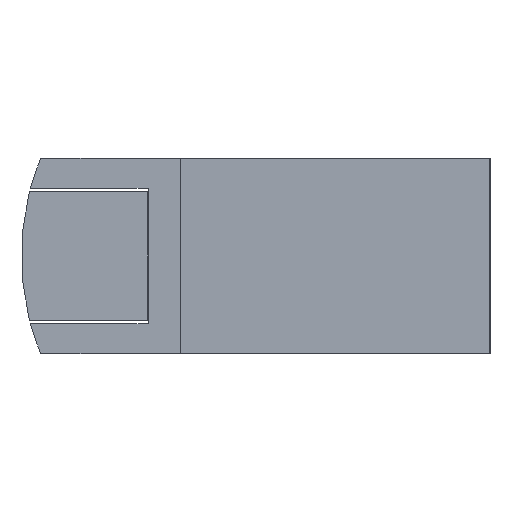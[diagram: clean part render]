
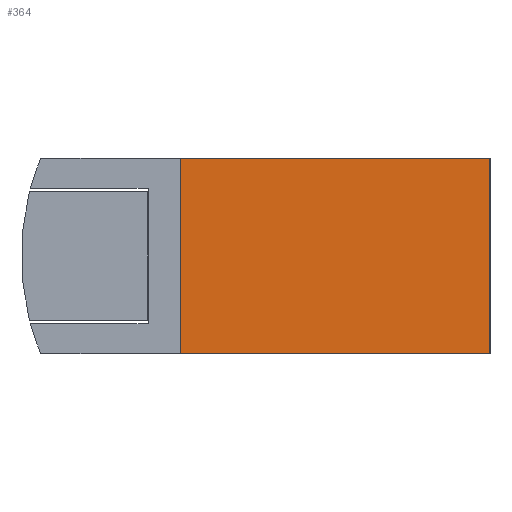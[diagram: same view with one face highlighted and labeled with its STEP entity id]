
A CAD part, left-side view. The second image highlights one B-rep face of the part: STEP entity #364.
In plain terms, the highlighted planar face has unit normal (-1, 0, 0).
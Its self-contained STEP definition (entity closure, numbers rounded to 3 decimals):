
#20 = EDGE_CURVE ( 'NONE', #569, #55, #153, .T. ) ;
#22 = DIRECTION ( 'NONE',  ( 0., 0., -1. ) ) ;
#55 = VERTEX_POINT ( 'NONE', #235 ) ;
#102 = LINE ( 'NONE', #437, #720 ) ;
#141 = VERTEX_POINT ( 'NONE', #1037 ) ;
#152 = DIRECTION ( 'NONE',  ( 0., 0., -1. ) ) ;
#153 = LINE ( 'NONE', #165, #370 ) ;
#165 = CARTESIAN_POINT ( 'NONE',  ( -70., -19., -6. ) ) ;
#176 = LINE ( 'NONE', #420, #707 ) ;
#235 = CARTESIAN_POINT ( 'NONE',  ( -70., 0., -6. ) ) ;
#244 = EDGE_CURVE ( 'NONE', #141, #569, #102, .T. ) ;
#252 = DIRECTION ( 'NONE',  ( 0., 0., -1. ) ) ;
#334 = ORIENTED_EDGE ( 'NONE', *, *, #20, .F. ) ;
#352 = DIRECTION ( 'NONE',  ( 0., 1., 0. ) ) ;
#364 = ADVANCED_FACE ( 'NONE', ( #502 ), #507, .F. ) ;
#370 = VECTOR ( 'NONE', #827, 1000. ) ;
#396 = CARTESIAN_POINT ( 'NONE',  ( -70., 0., 6. ) ) ;
#415 = EDGE_LOOP ( 'NONE', ( #731, #334, #736, #496 ) ) ;
#420 = CARTESIAN_POINT ( 'NONE',  ( -70., -19., 6. ) ) ;
#437 = CARTESIAN_POINT ( 'NONE',  ( -70., -19., 6. ) ) ;
#458 = CARTESIAN_POINT ( 'NONE',  ( -70., -19., -6. ) ) ;
#496 = ORIENTED_EDGE ( 'NONE', *, *, #913, .T. ) ;
#502 = FACE_OUTER_BOUND ( 'NONE', #415, .T. ) ;
#507 = PLANE ( 'NONE',  #1013 ) ;
#554 = LINE ( 'NONE', #1072, #875 ) ;
#569 = VERTEX_POINT ( 'NONE', #458 ) ;
#603 = CARTESIAN_POINT ( 'NONE',  ( -70., -19., 6. ) ) ;
#694 = EDGE_CURVE ( 'NONE', #813, #55, #554, .T. ) ;
#707 = VECTOR ( 'NONE', #352, 1000. ) ;
#720 = VECTOR ( 'NONE', #22, 1000. ) ;
#731 = ORIENTED_EDGE ( 'NONE', *, *, #694, .T. ) ;
#736 = ORIENTED_EDGE ( 'NONE', *, *, #244, .F. ) ;
#813 = VERTEX_POINT ( 'NONE', #396 ) ;
#827 = DIRECTION ( 'NONE',  ( 0., 1., 0. ) ) ;
#875 = VECTOR ( 'NONE', #152, 1000. ) ;
#913 = EDGE_CURVE ( 'NONE', #141, #813, #176, .T. ) ;
#1003 = DIRECTION ( 'NONE',  ( 1., 0., 0. ) ) ;
#1013 = AXIS2_PLACEMENT_3D ( 'NONE', #603, #1003, #252 ) ;
#1037 = CARTESIAN_POINT ( 'NONE',  ( -70., -19., 6. ) ) ;
#1072 = CARTESIAN_POINT ( 'NONE',  ( -70., 0., 6. ) ) ;
